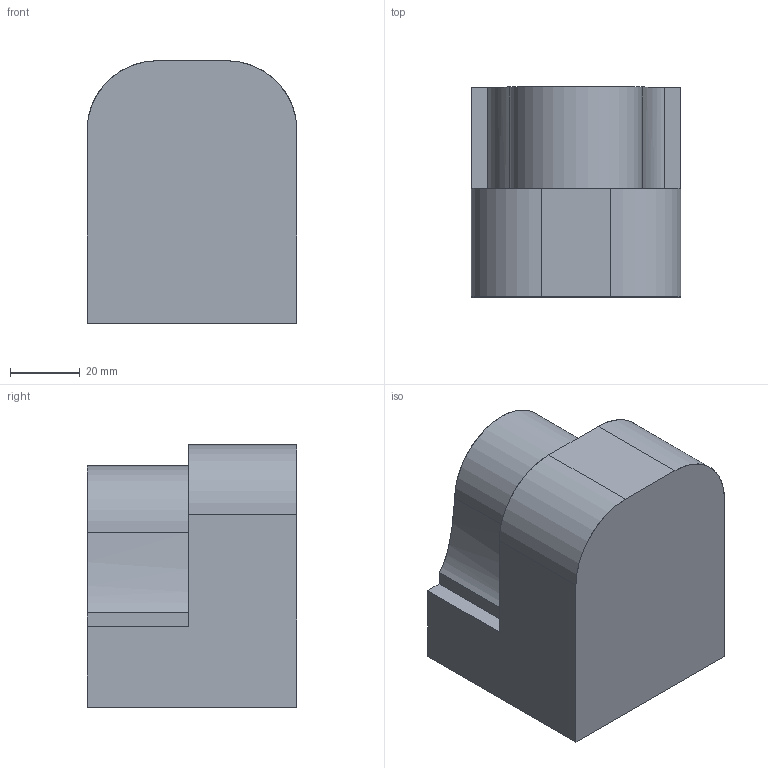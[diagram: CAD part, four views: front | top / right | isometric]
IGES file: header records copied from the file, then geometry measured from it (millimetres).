
Start section: SolidWorks IGES file using analytic representation for surfaces
Global section: file name: R313-HOKUYO-LASER3.igs; native system: SolidWorks 2009; preprocessor: SolidWorks 2009; author: Acroname; date: 091026.135553; units: millimetre
Bounding box: 60 x 60 x 75 mm (x, y, z)
Surface area: 24129 mm2 (no closed solid volume)
Topology: 0 solids, 0 shells, 86 faces, 862 edges, 858 vertices
Faces by surface type: bspline 47, revolution 39
